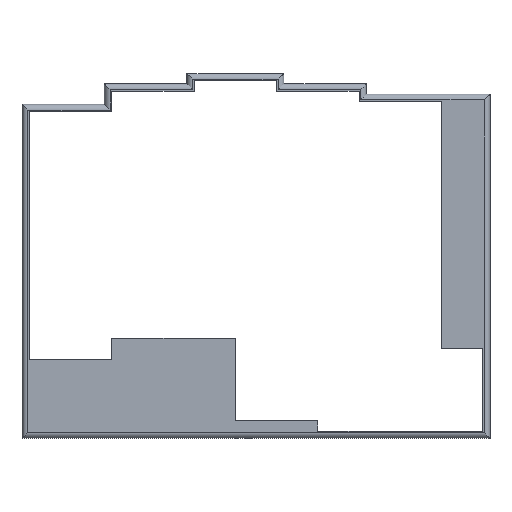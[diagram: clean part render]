
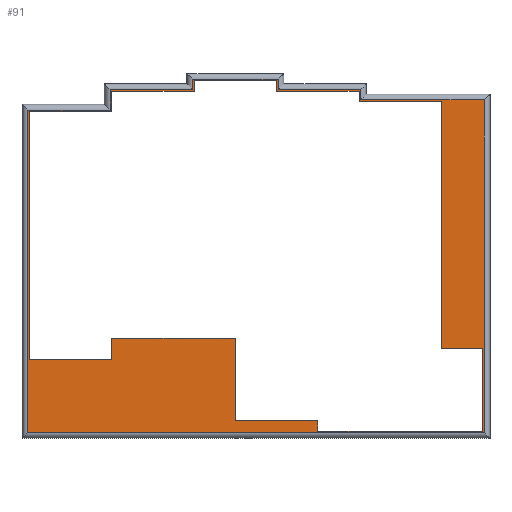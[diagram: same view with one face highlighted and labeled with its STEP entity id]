
A CAD part, top view. The second image highlights one B-rep face of the part: STEP entity #91.
In plain terms, the highlighted planar face has unit normal (0, 0, 1).
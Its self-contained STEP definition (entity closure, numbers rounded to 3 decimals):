
#22 = VERTEX_POINT('',#23);
#23 = CARTESIAN_POINT('',(-1.2,1.2,3.));
#41 = VERTEX_POINT('',#42);
#42 = CARTESIAN_POINT('',(-1.2,69.8,3.));
#49 = EDGE_CURVE('',#22,#41,#50,.T.);
#50 = LINE('',#51,#52);
#51 = CARTESIAN_POINT('',(-1.2,0.,3.));
#52 = VECTOR('',#53,1.);
#53 = DIRECTION('',(0.,1.,0.));
#64 = VERTEX_POINT('',#65);
#65 = CARTESIAN_POINT('',(-95.3,1.2,3.));
#81 = EDGE_CURVE('',#64,#22,#82,.T.);
#82 = LINE('',#83,#84);
#83 = CARTESIAN_POINT('',(-96.5,1.2,3.));
#84 = VECTOR('',#85,1.);
#85 = DIRECTION('',(1.,0.,0.));
#91 = ADVANCED_FACE('',(#92,#174),#336,.T.);
#92 = FACE_BOUND('',#93,.F.);
#93 = EDGE_LOOP('',(#94,#95,#103,#111,#119,#127,#135,#143,#151,#159,#167
    ,#173));
#94 = ORIENTED_EDGE('',*,*,#81,.F.);
#95 = ORIENTED_EDGE('',*,*,#96,.F.);
#96 = EDGE_CURVE('',#97,#64,#99,.T.);
#97 = VERTEX_POINT('',#98);
#98 = CARTESIAN_POINT('',(-95.3,67.675,3.));
#99 = LINE('',#100,#101);
#100 = CARTESIAN_POINT('',(-95.3,68.875,3.));
#101 = VECTOR('',#102,1.);
#102 = DIRECTION('',(-0.,-1.,-0.));
#103 = ORIENTED_EDGE('',*,*,#104,.F.);
#104 = EDGE_CURVE('',#105,#97,#107,.T.);
#105 = VERTEX_POINT('',#106);
#106 = CARTESIAN_POINT('',(-78.3,67.675,3.));
#107 = LINE('',#108,#109);
#108 = CARTESIAN_POINT('',(-79.5,67.675,3.));
#109 = VECTOR('',#110,1.);
#110 = DIRECTION('',(-1.,-0.,-0.));
#111 = ORIENTED_EDGE('',*,*,#112,.F.);
#112 = EDGE_CURVE('',#113,#105,#115,.T.);
#113 = VERTEX_POINT('',#114);
#114 = CARTESIAN_POINT('',(-78.3,71.925,3.));
#115 = LINE('',#116,#117);
#116 = CARTESIAN_POINT('',(-78.3,73.125,3.));
#117 = VECTOR('',#118,1.);
#118 = DIRECTION('',(-0.,-1.,-0.));
#119 = ORIENTED_EDGE('',*,*,#120,.F.);
#120 = EDGE_CURVE('',#121,#113,#123,.T.);
#121 = VERTEX_POINT('',#122);
#122 = CARTESIAN_POINT('',(-61.3,71.925,3.));
#123 = LINE('',#124,#125);
#124 = CARTESIAN_POINT('',(-62.5,71.925,3.));
#125 = VECTOR('',#126,1.);
#126 = DIRECTION('',(-1.,-0.,-0.));
#127 = ORIENTED_EDGE('',*,*,#128,.F.);
#128 = EDGE_CURVE('',#129,#121,#131,.T.);
#129 = VERTEX_POINT('',#130);
#130 = CARTESIAN_POINT('',(-61.3,74.05,3.));
#131 = LINE('',#132,#133);
#132 = CARTESIAN_POINT('',(-61.3,75.25,3.));
#133 = VECTOR('',#134,1.);
#134 = DIRECTION('',(-0.,-1.,-0.));
#135 = ORIENTED_EDGE('',*,*,#136,.F.);
#136 = EDGE_CURVE('',#137,#129,#139,.T.);
#137 = VERTEX_POINT('',#138);
#138 = CARTESIAN_POINT('',(-43.7,74.05,3.));
#139 = LINE('',#140,#141);
#140 = CARTESIAN_POINT('',(-42.5,74.05,3.));
#141 = VECTOR('',#142,1.);
#142 = DIRECTION('',(-1.,-0.,-0.));
#143 = ORIENTED_EDGE('',*,*,#144,.F.);
#144 = EDGE_CURVE('',#145,#137,#147,.T.);
#145 = VERTEX_POINT('',#146);
#146 = CARTESIAN_POINT('',(-43.7,71.925,3.));
#147 = LINE('',#148,#149);
#148 = CARTESIAN_POINT('',(-43.7,73.125,3.));
#149 = VECTOR('',#150,1.);
#150 = DIRECTION('',(0.,1.,0.));
#151 = ORIENTED_EDGE('',*,*,#152,.F.);
#152 = EDGE_CURVE('',#153,#145,#155,.T.);
#153 = VERTEX_POINT('',#154);
#154 = CARTESIAN_POINT('',(-26.7,71.925,3.));
#155 = LINE('',#156,#157);
#156 = CARTESIAN_POINT('',(-25.5,71.925,3.));
#157 = VECTOR('',#158,1.);
#158 = DIRECTION('',(-1.,-0.,-0.));
#159 = ORIENTED_EDGE('',*,*,#160,.F.);
#160 = EDGE_CURVE('',#161,#153,#163,.T.);
#161 = VERTEX_POINT('',#162);
#162 = CARTESIAN_POINT('',(-26.7,69.8,3.));
#163 = LINE('',#164,#165);
#164 = CARTESIAN_POINT('',(-26.7,71.,3.));
#165 = VECTOR('',#166,1.);
#166 = DIRECTION('',(0.,1.,0.));
#167 = ORIENTED_EDGE('',*,*,#168,.F.);
#168 = EDGE_CURVE('',#41,#161,#169,.T.);
#169 = LINE('',#170,#171);
#170 = CARTESIAN_POINT('',(0.,69.8,3.));
#171 = VECTOR('',#172,1.);
#172 = DIRECTION('',(-1.,-0.,-0.));
#173 = ORIENTED_EDGE('',*,*,#49,.F.);
#174 = FACE_BOUND('',#175,.F.);
#175 = EDGE_LOOP('',(#176,#186,#194,#202,#210,#218,#226,#234,#242,#250,
    #258,#266,#274,#282,#290,#298,#306,#314,#322,#330));
#176 = ORIENTED_EDGE('',*,*,#177,.T.);
#177 = EDGE_CURVE('',#178,#180,#182,.T.);
#178 = VERTEX_POINT('',#179);
#179 = CARTESIAN_POINT('',(-1.5,1.5,3.));
#180 = VERTEX_POINT('',#181);
#181 = CARTESIAN_POINT('',(-1.5,18.5,3.));
#182 = LINE('',#183,#184);
#183 = CARTESIAN_POINT('',(-1.5,1.5,3.));
#184 = VECTOR('',#185,1.);
#185 = DIRECTION('',(0.,1.,0.));
#186 = ORIENTED_EDGE('',*,*,#187,.T.);
#187 = EDGE_CURVE('',#180,#188,#190,.T.);
#188 = VERTEX_POINT('',#189);
#189 = CARTESIAN_POINT('',(-10.,18.5,3.));
#190 = LINE('',#191,#192);
#191 = CARTESIAN_POINT('',(-1.5,18.5,3.));
#192 = VECTOR('',#193,1.);
#193 = DIRECTION('',(-1.,-0.,-0.));
#194 = ORIENTED_EDGE('',*,*,#195,.T.);
#195 = EDGE_CURVE('',#188,#196,#198,.T.);
#196 = VERTEX_POINT('',#197);
#197 = CARTESIAN_POINT('',(-10.,69.5,3.));
#198 = LINE('',#199,#200);
#199 = CARTESIAN_POINT('',(-10.,18.5,3.));
#200 = VECTOR('',#201,1.);
#201 = DIRECTION('',(0.,1.,0.));
#202 = ORIENTED_EDGE('',*,*,#203,.T.);
#203 = EDGE_CURVE('',#196,#204,#206,.T.);
#204 = VERTEX_POINT('',#205);
#205 = CARTESIAN_POINT('',(-27.,69.5,3.));
#206 = LINE('',#207,#208);
#207 = CARTESIAN_POINT('',(-10.,69.5,3.));
#208 = VECTOR('',#209,1.);
#209 = DIRECTION('',(-1.,-0.,-0.));
#210 = ORIENTED_EDGE('',*,*,#211,.T.);
#211 = EDGE_CURVE('',#204,#212,#214,.T.);
#212 = VERTEX_POINT('',#213);
#213 = CARTESIAN_POINT('',(-27.,71.625,3.));
#214 = LINE('',#215,#216);
#215 = CARTESIAN_POINT('',(-27.,69.5,3.));
#216 = VECTOR('',#217,1.);
#217 = DIRECTION('',(0.,1.,0.));
#218 = ORIENTED_EDGE('',*,*,#219,.T.);
#219 = EDGE_CURVE('',#212,#220,#222,.T.);
#220 = VERTEX_POINT('',#221);
#221 = CARTESIAN_POINT('',(-44.,71.625,3.));
#222 = LINE('',#223,#224);
#223 = CARTESIAN_POINT('',(-27.,71.625,3.));
#224 = VECTOR('',#225,1.);
#225 = DIRECTION('',(-1.,-0.,-0.));
#226 = ORIENTED_EDGE('',*,*,#227,.T.);
#227 = EDGE_CURVE('',#220,#228,#230,.T.);
#228 = VERTEX_POINT('',#229);
#229 = CARTESIAN_POINT('',(-44.,73.75,3.));
#230 = LINE('',#231,#232);
#231 = CARTESIAN_POINT('',(-44.,71.625,3.));
#232 = VECTOR('',#233,1.);
#233 = DIRECTION('',(0.,1.,0.));
#234 = ORIENTED_EDGE('',*,*,#235,.T.);
#235 = EDGE_CURVE('',#228,#236,#238,.T.);
#236 = VERTEX_POINT('',#237);
#237 = CARTESIAN_POINT('',(-61.,73.75,3.));
#238 = LINE('',#239,#240);
#239 = CARTESIAN_POINT('',(-44.,73.75,3.));
#240 = VECTOR('',#241,1.);
#241 = DIRECTION('',(-1.,-0.,-0.));
#242 = ORIENTED_EDGE('',*,*,#243,.T.);
#243 = EDGE_CURVE('',#236,#244,#246,.T.);
#244 = VERTEX_POINT('',#245);
#245 = CARTESIAN_POINT('',(-61.,71.625,3.));
#246 = LINE('',#247,#248);
#247 = CARTESIAN_POINT('',(-61.,73.75,3.));
#248 = VECTOR('',#249,1.);
#249 = DIRECTION('',(-0.,-1.,-0.));
#250 = ORIENTED_EDGE('',*,*,#251,.T.);
#251 = EDGE_CURVE('',#244,#252,#254,.T.);
#252 = VERTEX_POINT('',#253);
#253 = CARTESIAN_POINT('',(-78.,71.625,3.));
#254 = LINE('',#255,#256);
#255 = CARTESIAN_POINT('',(-61.,71.625,3.));
#256 = VECTOR('',#257,1.);
#257 = DIRECTION('',(-1.,-0.,-0.));
#258 = ORIENTED_EDGE('',*,*,#259,.T.);
#259 = EDGE_CURVE('',#252,#260,#262,.T.);
#260 = VERTEX_POINT('',#261);
#261 = CARTESIAN_POINT('',(-78.,67.375,3.));
#262 = LINE('',#263,#264);
#263 = CARTESIAN_POINT('',(-78.,71.625,3.));
#264 = VECTOR('',#265,1.);
#265 = DIRECTION('',(-0.,-1.,-0.));
#266 = ORIENTED_EDGE('',*,*,#267,.T.);
#267 = EDGE_CURVE('',#260,#268,#270,.T.);
#268 = VERTEX_POINT('',#269);
#269 = CARTESIAN_POINT('',(-95.,67.375,3.));
#270 = LINE('',#271,#272);
#271 = CARTESIAN_POINT('',(-78.,67.375,3.));
#272 = VECTOR('',#273,1.);
#273 = DIRECTION('',(-1.,-0.,-0.));
#274 = ORIENTED_EDGE('',*,*,#275,.T.);
#275 = EDGE_CURVE('',#268,#276,#278,.T.);
#276 = VERTEX_POINT('',#277);
#277 = CARTESIAN_POINT('',(-95.,16.375,3.));
#278 = LINE('',#279,#280);
#279 = CARTESIAN_POINT('',(-95.,67.375,3.));
#280 = VECTOR('',#281,1.);
#281 = DIRECTION('',(-0.,-1.,-0.));
#282 = ORIENTED_EDGE('',*,*,#283,.T.);
#283 = EDGE_CURVE('',#276,#284,#286,.T.);
#284 = VERTEX_POINT('',#285);
#285 = CARTESIAN_POINT('',(-78.,16.375,3.));
#286 = LINE('',#287,#288);
#287 = CARTESIAN_POINT('',(-95.,16.375,3.));
#288 = VECTOR('',#289,1.);
#289 = DIRECTION('',(1.,0.,0.));
#290 = ORIENTED_EDGE('',*,*,#291,.T.);
#291 = EDGE_CURVE('',#284,#292,#294,.T.);
#292 = VERTEX_POINT('',#293);
#293 = CARTESIAN_POINT('',(-78.,20.625,3.));
#294 = LINE('',#295,#296);
#295 = CARTESIAN_POINT('',(-78.,16.375,3.));
#296 = VECTOR('',#297,1.);
#297 = DIRECTION('',(0.,1.,0.));
#298 = ORIENTED_EDGE('',*,*,#299,.T.);
#299 = EDGE_CURVE('',#292,#300,#302,.T.);
#300 = VERTEX_POINT('',#301);
#301 = CARTESIAN_POINT('',(-52.5,20.625,3.));
#302 = LINE('',#303,#304);
#303 = CARTESIAN_POINT('',(-78.,20.625,3.));
#304 = VECTOR('',#305,1.);
#305 = DIRECTION('',(1.,0.,0.));
#306 = ORIENTED_EDGE('',*,*,#307,.T.);
#307 = EDGE_CURVE('',#300,#308,#310,.T.);
#308 = VERTEX_POINT('',#309);
#309 = CARTESIAN_POINT('',(-52.5,3.625,3.));
#310 = LINE('',#311,#312);
#311 = CARTESIAN_POINT('',(-52.5,20.625,3.));
#312 = VECTOR('',#313,1.);
#313 = DIRECTION('',(-0.,-1.,-0.));
#314 = ORIENTED_EDGE('',*,*,#315,.T.);
#315 = EDGE_CURVE('',#308,#316,#318,.T.);
#316 = VERTEX_POINT('',#317);
#317 = CARTESIAN_POINT('',(-35.5,3.625,3.));
#318 = LINE('',#319,#320);
#319 = CARTESIAN_POINT('',(-52.5,3.625,3.));
#320 = VECTOR('',#321,1.);
#321 = DIRECTION('',(1.,0.,0.));
#322 = ORIENTED_EDGE('',*,*,#323,.T.);
#323 = EDGE_CURVE('',#316,#324,#326,.T.);
#324 = VERTEX_POINT('',#325);
#325 = CARTESIAN_POINT('',(-35.5,1.5,3.));
#326 = LINE('',#327,#328);
#327 = CARTESIAN_POINT('',(-35.5,3.625,3.));
#328 = VECTOR('',#329,1.);
#329 = DIRECTION('',(-0.,-1.,-0.));
#330 = ORIENTED_EDGE('',*,*,#331,.T.);
#331 = EDGE_CURVE('',#324,#178,#332,.T.);
#332 = LINE('',#333,#334);
#333 = CARTESIAN_POINT('',(-35.5,1.5,3.));
#334 = VECTOR('',#335,1.);
#335 = DIRECTION('',(1.,0.,0.));
#336 = PLANE('',#337);
#337 = AXIS2_PLACEMENT_3D('',#338,#339,#340);
#338 = CARTESIAN_POINT('',(-48.118,37.044,3.));
#339 = DIRECTION('',(0.,0.,1.));
#340 = DIRECTION('',(1.,0.,0.));
